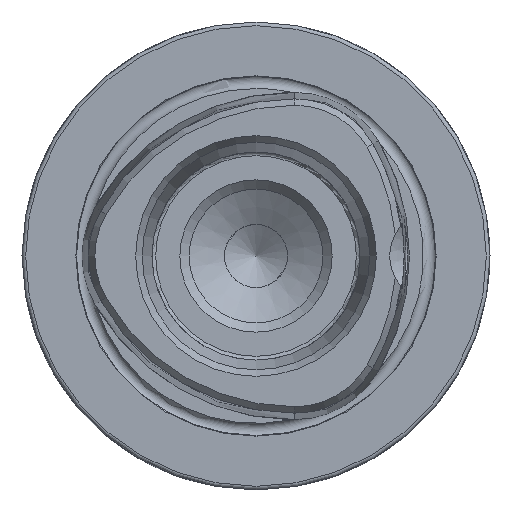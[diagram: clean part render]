
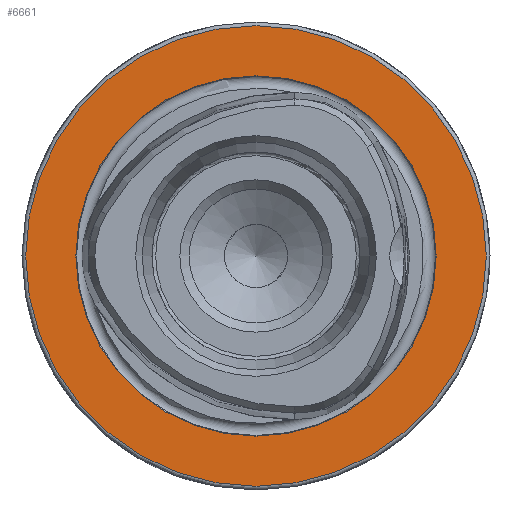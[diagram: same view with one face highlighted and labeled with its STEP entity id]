
A CAD part, left-side view. The second image highlights one B-rep face of the part: STEP entity #6661.
In plain terms, the highlighted planar face has unit normal (-1, 0, 0).
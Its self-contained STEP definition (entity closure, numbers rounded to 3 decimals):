
#183 = AXIS2_PLACEMENT_3D ( 'NONE', #5063, #3375, #531 ) ;
#531 = DIRECTION ( 'NONE',  ( 0., 0., 1. ) ) ;
#680 = FACE_BOUND ( 'NONE', #740, .T. ) ;
#740 = EDGE_LOOP ( 'NONE', ( #1217 ) ) ;
#1037 = ORIENTED_EDGE ( 'NONE', *, *, #3451, .T. ) ;
#1129 = CIRCLE ( 'NONE', #183, 24.25 ) ;
#1217 = ORIENTED_EDGE ( 'NONE', *, *, #2814, .F. ) ;
#1243 = AXIS2_PLACEMENT_3D ( 'NONE', #3509, #1312, #3539 ) ;
#1312 = DIRECTION ( 'NONE',  ( 1., 0., 0. ) ) ;
#1318 = AXIS2_PLACEMENT_3D ( 'NONE', #1436, #2568, #6598 ) ;
#1436 = CARTESIAN_POINT ( 'NONE',  ( 0., 0., 0. ) ) ;
#1859 = PLANE ( 'NONE',  #1243 ) ;
#2568 = DIRECTION ( 'NONE',  ( -1., 0., 0. ) ) ;
#2814 = EDGE_CURVE ( 'NONE', #7221, #7221, #1129, .T. ) ;
#2893 = CIRCLE ( 'NONE', #1318, 31. ) ;
#3375 = DIRECTION ( 'NONE',  ( -1., 0., 0. ) ) ;
#3451 = EDGE_CURVE ( 'NONE', #4509, #4509, #2893, .T. ) ;
#3509 = CARTESIAN_POINT ( 'NONE',  ( 0., 24.25, 0. ) ) ;
#3539 = DIRECTION ( 'NONE',  ( 0., 0., -1. ) ) ;
#4472 = EDGE_LOOP ( 'NONE', ( #1037 ) ) ;
#4509 = VERTEX_POINT ( 'NONE', #4957 ) ;
#4957 = CARTESIAN_POINT ( 'NONE',  ( 0., 0., 31. ) ) ;
#5063 = CARTESIAN_POINT ( 'NONE',  ( 0., 0., 0. ) ) ;
#6598 = DIRECTION ( 'NONE',  ( 0., 0., 1. ) ) ;
#6661 = ADVANCED_FACE ( 'NONE', ( #680, #7402 ), #1859, .F. ) ;
#7221 = VERTEX_POINT ( 'NONE', #7259 ) ;
#7259 = CARTESIAN_POINT ( 'NONE',  ( 0., 0., 24.25 ) ) ;
#7402 = FACE_OUTER_BOUND ( 'NONE', #4472, .T. ) ;
